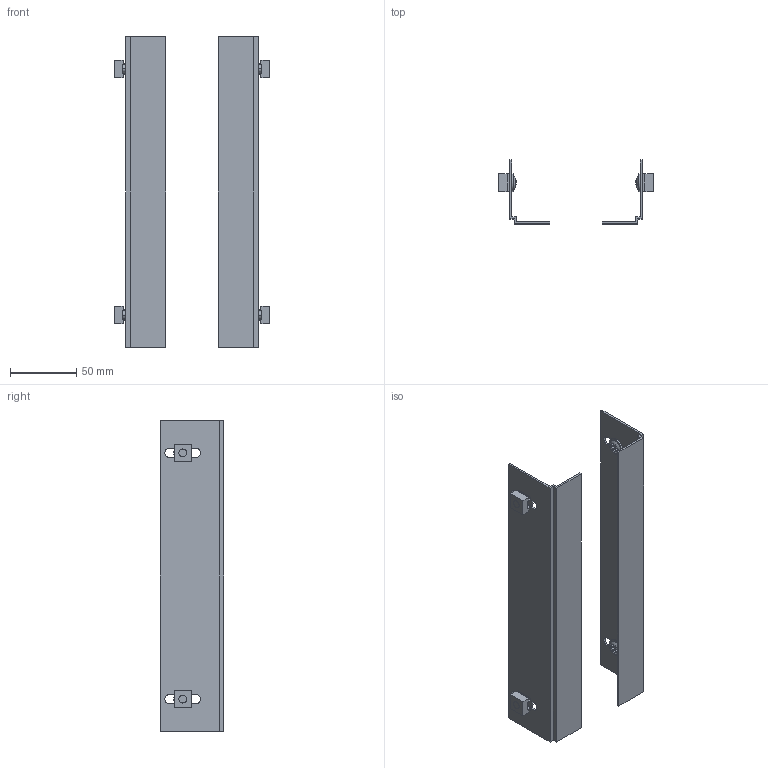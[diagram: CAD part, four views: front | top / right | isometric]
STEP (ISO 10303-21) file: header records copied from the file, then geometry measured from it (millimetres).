
FILE_DESCRIPTION (( 'STEP AP214' ), '1' );
FILE_NAME ('2070-7046-01-86.step', '2024-06-12T08:29:10', ( '' ), ( '' ), 'SwSTEP 2.0', 'SolidWorks 2019', '' );
FILE_SCHEMA (( 'AUTOMOTIVE_DESIGN' ));
Length unit declared in the file: millimetre
Products named in the file (2): 2070-7046-01-86; Gleitschienen2070_235
Assembly tree (2 placements, depth 2):
  2070-7046-01-86
    Gleitschienen2070_235  x2
Bounding box: 117 x 48 x 235 mm (x, y, z)
Volume: 58562.8 mm3; surface area: 78863.3 mm2
Topology: 10 solids, 10 shells, 232 faces, 612 edges, 408 vertices
Faces by surface type: plane 192, cylinder 32, sphere 8
Entity records: 3716 total; most frequent: CARTESIAN_POINT 631, DIRECTION 628, ORIENTED_EDGE 612, EDGE_CURVE 306, LINE 226, VECTOR 226, VERTEX_POINT 204, AXIS2_PLACEMENT_3D 201
